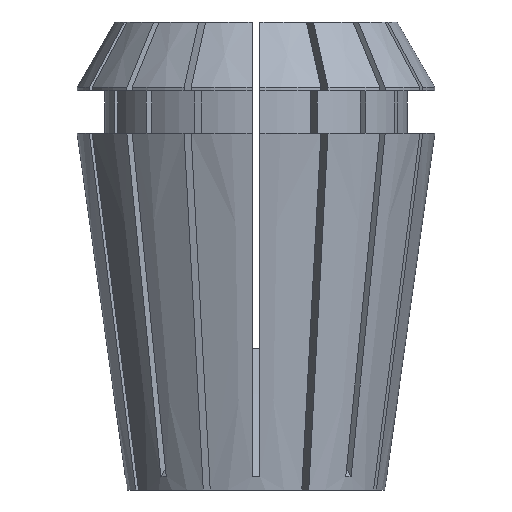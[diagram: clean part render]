
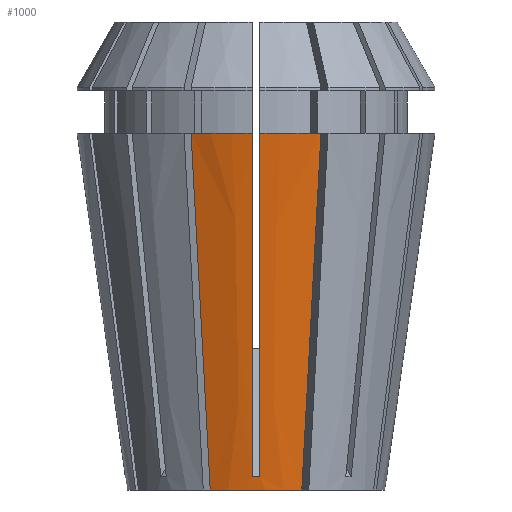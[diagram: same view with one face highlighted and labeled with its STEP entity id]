
A CAD part, left-side view. The second image highlights one B-rep face of the part: STEP entity #1000.
In plain terms, the highlighted conical face has half-angle 8 degrees and reference radius 9.36 mm.
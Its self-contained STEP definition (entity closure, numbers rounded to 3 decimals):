
#33 = FACE_OUTER_BOUND ( 'NONE', #6130, .T. ) ;
#192 = CARTESIAN_POINT ( 'NONE',  ( -12.997, 0.275, 25.9 ) ) ;
#264 = CARTESIAN_POINT ( 'NONE',  ( -10.156, 3.909, 10.832 ) ) ;
#291 = CARTESIAN_POINT ( 'NONE',  ( -9.178, 3.504, 3.298 ) ) ;
#313 = DIRECTION ( 'NONE',  ( -1., 0., 0. ) ) ;
#336 = CARTESIAN_POINT ( 'NONE',  ( -11.135, 4.315, 18.366 ) ) ;
#429 = CARTESIAN_POINT ( 'NONE',  ( -12.736, 0.275, 24.04 ) ) ;
#467 = CARTESIAN_POINT ( 'NONE',  ( -11.413, -0.275, 14.631 ) ) ;
#489 = CARTESIAN_POINT ( 'NONE',  ( -12.474, 0.275, 22.18 ) ) ;
#529 = CARTESIAN_POINT ( 'NONE',  ( -9.497, 0.275, 1.004 ) ) ;
#530 = CIRCLE ( 'NONE', #3136, 9.36 ) ;
#548 = DIRECTION ( 'NONE',  ( 0., 0., 1. ) ) ;
#597 = EDGE_CURVE ( 'NONE', #3292, #3710, #1245, .T. ) ;
#744 = VERTEX_POINT ( 'NONE', #1824 ) ;
#749 = CARTESIAN_POINT ( 'NONE',  ( -8.892, 3.386, 1.099 ) ) ;
#777 = AXIS2_PLACEMENT_3D ( 'NONE', #4857, #1969, #2915 ) ;
#788 = B_SPLINE_CURVE_WITH_KNOTS ( 'NONE', 3,
 ( #4376, #3347, #6364, #2387, #1948, #4868, #5840 ),
 .UNSPECIFIED., .F., .F.,
 ( 4, 3, 4 ),
 ( 0., 0.023, 0.026 ),
 .UNSPECIFIED. ) ;
#845 = EDGE_CURVE ( 'NONE', #744, #2950, #3623, .T. ) ;
#902 = VERTEX_POINT ( 'NONE', #4436 ) ;
#987 = CARTESIAN_POINT ( 'NONE',  ( -9.502, 0.092, 0.999 ) ) ;
#997 = CARTESIAN_POINT ( 'NONE',  ( -11.413, 0.275, 14.631 ) ) ;
#1000 = ADVANCED_FACE ( 'NONE', ( #33 ), #1184, .T. ) ;
#1184 = CONICAL_SURFACE ( 'NONE', #4847, 9.36, 0.14 ) ;
#1245 = B_SPLINE_CURVE_WITH_KNOTS ( 'NONE', 3,
 ( #5713, #336, #264, #291, #1732, #749, #1314 ),
 .UNSPECIFIED., .F., .F.,
 ( 4, 3, 4 ),
 ( 0., 0.023, 0.026 ),
 .UNSPECIFIED. ) ;
#1314 = CARTESIAN_POINT ( 'NONE',  ( -8.749, 3.326, 0. ) ) ;
#1344 = CIRCLE ( 'NONE', #4967, 13. ) ;
#1384 = B_SPLINE_CURVE_WITH_KNOTS ( 'NONE', 3,
 ( #4380, #987, #1453, #6322 ),
 .UNSPECIFIED., .F., .F.,
 ( 4, 4 ),
 ( 0., 0.001 ),
 .UNSPECIFIED. ) ;
#1397 = CARTESIAN_POINT ( 'NONE',  ( -9.813, 0.275, 3.252 ) ) ;
#1453 = CARTESIAN_POINT ( 'NONE',  ( -9.502, -0.092, 0.999 ) ) ;
#1475 = CARTESIAN_POINT ( 'NONE',  ( -10.613, -0.275, 8.941 ) ) ;
#1477 = CARTESIAN_POINT ( 'NONE',  ( -9.603, 0.275, 1.753 ) ) ;
#1572 = VERTEX_POINT ( 'NONE', #192 ) ;
#1732 = CARTESIAN_POINT ( 'NONE',  ( -9.035, 3.445, 2.199 ) ) ;
#1824 = CARTESIAN_POINT ( 'NONE',  ( -12.113, -4.72, 25.9 ) ) ;
#1948 = CARTESIAN_POINT ( 'NONE',  ( -9.035, -3.445, 2.199 ) ) ;
#1969 = DIRECTION ( 'NONE',  ( 0., 0., -1. ) ) ;
#2007 = CARTESIAN_POINT ( 'NONE',  ( -12.736, -0.275, 24.04 ) ) ;
#2122 = CARTESIAN_POINT ( 'NONE',  ( 0., 0., 25.9 ) ) ;
#2303 = CARTESIAN_POINT ( 'NONE',  ( -8.749, 3.326, 0. ) ) ;
#2357 = ORIENTED_EDGE ( 'NONE', *, *, #4285, .F. ) ;
#2387 = CARTESIAN_POINT ( 'NONE',  ( -9.178, -3.504, 3.298 ) ) ;
#2423 = ORIENTED_EDGE ( 'NONE', *, *, #6168, .T. ) ;
#2451 = CARTESIAN_POINT ( 'NONE',  ( -12.213, -0.275, 20.32 ) ) ;
#2915 = DIRECTION ( 'NONE',  ( -1., 0., 0. ) ) ;
#2934 = CARTESIAN_POINT ( 'NONE',  ( -12.113, 4.72, 25.9 ) ) ;
#2950 = VERTEX_POINT ( 'NONE', #5296 ) ;
#3063 = ORIENTED_EDGE ( 'NONE', *, *, #845, .T. ) ;
#3136 = AXIS2_PLACEMENT_3D ( 'NONE', #5773, #4263, #313 ) ;
#3292 = VERTEX_POINT ( 'NONE', #2934 ) ;
#3303 = EDGE_CURVE ( 'NONE', #744, #902, #788, .T. ) ;
#3347 = CARTESIAN_POINT ( 'NONE',  ( -11.135, -4.315, 18.366 ) ) ;
#3400 = CARTESIAN_POINT ( 'NONE',  ( -12.474, -0.275, 22.18 ) ) ;
#3565 = ORIENTED_EDGE ( 'NONE', *, *, #4850, .F. ) ;
#3614 = B_SPLINE_CURVE_WITH_KNOTS ( 'NONE', 3,
 ( #6309, #429, #489, #3921, #997, #3854, #1397, #4414, #1477, #4375 ),
 .UNSPECIFIED., .F., .F.,
 ( 4, 3, 3, 4 ),
 ( 0.052, 0.057, 0.074, 0.077 ),
 .UNSPECIFIED. ) ;
#3623 = CIRCLE ( 'NONE', #777, 13. ) ;
#3710 = VERTEX_POINT ( 'NONE', #2303 ) ;
#3854 = CARTESIAN_POINT ( 'NONE',  ( -10.613, 0.275, 8.941 ) ) ;
#3899 = CARTESIAN_POINT ( 'NONE',  ( -9.813, -0.275, 3.252 ) ) ;
#3919 = CARTESIAN_POINT ( 'NONE',  ( -9.603, -0.275, 1.753 ) ) ;
#3921 = CARTESIAN_POINT ( 'NONE',  ( -12.213, 0.275, 20.32 ) ) ;
#4126 = DIRECTION ( 'NONE',  ( 0., 0., -1. ) ) ;
#4138 = DIRECTION ( 'NONE',  ( 1., 0., 0. ) ) ;
#4190 = EDGE_CURVE ( 'NONE', #902, #3710, #530, .T. ) ;
#4263 = DIRECTION ( 'NONE',  ( 0., 0., -1. ) ) ;
#4285 = EDGE_CURVE ( 'NONE', #1572, #5585, #3614, .T. ) ;
#4298 = CARTESIAN_POINT ( 'NONE',  ( -9.497, -0.275, 1.004 ) ) ;
#4364 = ORIENTED_EDGE ( 'NONE', *, *, #3303, .F. ) ;
#4375 = CARTESIAN_POINT ( 'NONE',  ( -9.497, 0.275, 1.004 ) ) ;
#4376 = CARTESIAN_POINT ( 'NONE',  ( -12.113, -4.72, 25.9 ) ) ;
#4380 = CARTESIAN_POINT ( 'NONE',  ( -9.497, 0.275, 1.004 ) ) ;
#4410 = CARTESIAN_POINT ( 'NONE',  ( -9.497, -0.275, 1.004 ) ) ;
#4414 = CARTESIAN_POINT ( 'NONE',  ( -9.708, 0.275, 2.502 ) ) ;
#4436 = CARTESIAN_POINT ( 'NONE',  ( -8.749, -3.326, 0. ) ) ;
#4550 = ORIENTED_EDGE ( 'NONE', *, *, #597, .T. ) ;
#4717 = VERTEX_POINT ( 'NONE', #4298 ) ;
#4828 = B_SPLINE_CURVE_WITH_KNOTS ( 'NONE', 3,
 ( #5451, #2007, #3400, #2451, #467, #1475, #3899, #5887, #3919, #4410 ),
 .UNSPECIFIED., .F., .F.,
 ( 4, 3, 3, 4 ),
 ( 0.052, 0.057, 0.074, 0.077 ),
 .UNSPECIFIED. ) ;
#4847 = AXIS2_PLACEMENT_3D ( 'NONE', #5111, #548, #4138 ) ;
#4850 = EDGE_CURVE ( 'NONE', #5585, #4717, #1384, .T. ) ;
#4857 = CARTESIAN_POINT ( 'NONE',  ( 0., 0., 25.9 ) ) ;
#4868 = CARTESIAN_POINT ( 'NONE',  ( -8.892, -3.386, 1.099 ) ) ;
#4967 = AXIS2_PLACEMENT_3D ( 'NONE', #2122, #4126, #5116 ) ;
#5005 = ORIENTED_EDGE ( 'NONE', *, *, #5059, .T. ) ;
#5059 = EDGE_CURVE ( 'NONE', #2950, #4717, #4828, .T. ) ;
#5111 = CARTESIAN_POINT ( 'NONE',  ( 0., 0., 0. ) ) ;
#5116 = DIRECTION ( 'NONE',  ( -1., 0., 0. ) ) ;
#5165 = ORIENTED_EDGE ( 'NONE', *, *, #4190, .F. ) ;
#5296 = CARTESIAN_POINT ( 'NONE',  ( -12.997, -0.275, 25.9 ) ) ;
#5451 = CARTESIAN_POINT ( 'NONE',  ( -12.997, -0.275, 25.9 ) ) ;
#5585 = VERTEX_POINT ( 'NONE', #529 ) ;
#5713 = CARTESIAN_POINT ( 'NONE',  ( -12.113, 4.72, 25.9 ) ) ;
#5773 = CARTESIAN_POINT ( 'NONE',  ( 0., 0., 0. ) ) ;
#5840 = CARTESIAN_POINT ( 'NONE',  ( -8.749, -3.326, 0. ) ) ;
#5887 = CARTESIAN_POINT ( 'NONE',  ( -9.708, -0.275, 2.502 ) ) ;
#6130 = EDGE_LOOP ( 'NONE', ( #2423, #4550, #5165, #4364, #3063, #5005, #3565, #2357 ) ) ;
#6168 = EDGE_CURVE ( 'NONE', #1572, #3292, #1344, .T. ) ;
#6309 = CARTESIAN_POINT ( 'NONE',  ( -12.997, 0.275, 25.9 ) ) ;
#6322 = CARTESIAN_POINT ( 'NONE',  ( -9.497, -0.275, 1.004 ) ) ;
#6364 = CARTESIAN_POINT ( 'NONE',  ( -10.156, -3.909, 10.832 ) ) ;
